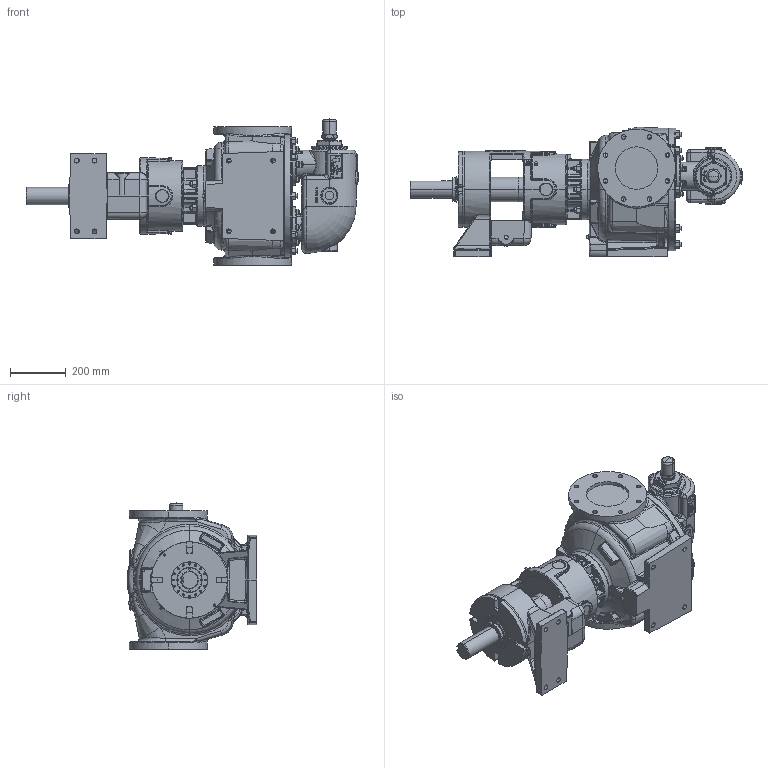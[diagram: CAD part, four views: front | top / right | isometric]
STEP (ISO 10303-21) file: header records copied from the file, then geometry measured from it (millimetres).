
FILE_DESCRIPTION (( 'STEP AP203' ), '1' );
FILE_NAME ('N1324A_JRV.STEP', '2020-02-18T13:19:53', ( '' ), ( '' ), 'SwSTEP 2.0', 'SolidWorks 2018', '' );
FILE_SCHEMA (( 'CONFIG_CONTROL_DESIGN' ));
Length unit declared in the file: inch
Products named in the file (1): N1324A_JRV
Bounding box: 1190.73 x 464.52 x 524.05 mm (x, y, z)
Volume: 80875790.8 mm3; surface area: 2220112.9 mm2
Topology: 1 solids, 1 shells, 3983 faces, 9833 edges, 5904 vertices
Faces by surface type: bspline 1155, plane 1074, cylinder 726, cone 711, torus 185, sphere 132
Entity records: 194067 total; most frequent: CARTESIAN_POINT 111865, ORIENTED_EDGE 19312, DIRECTION 13875, EDGE_CURVE 9656, VERTEX_POINT 5897, AXIS2_PLACEMENT_3D 5518, EDGE_LOOP 4261, ADVANCED_FACE 3983
